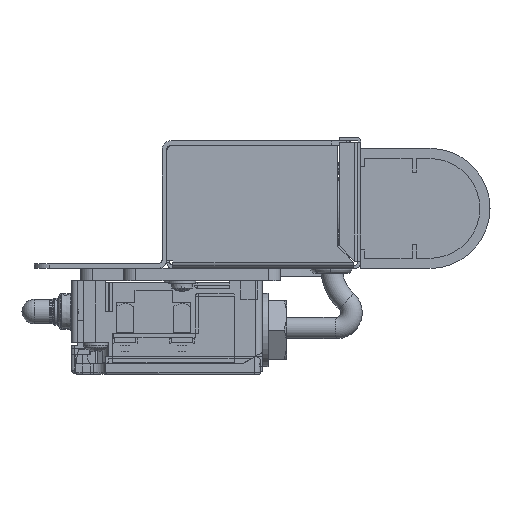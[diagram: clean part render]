
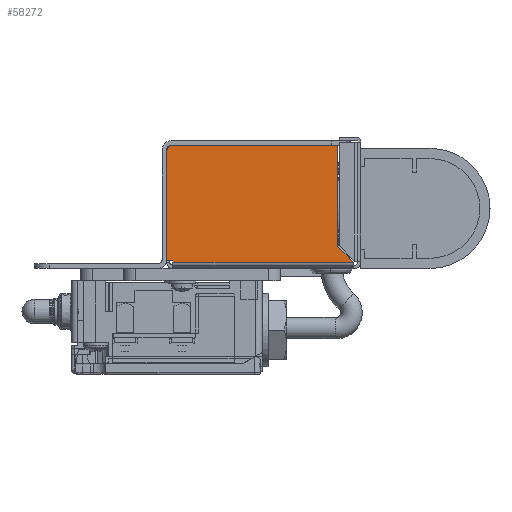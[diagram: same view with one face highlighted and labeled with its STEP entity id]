
A CAD part, left-side view. The second image highlights one B-rep face of the part: STEP entity #58272.
In plain terms, the highlighted planar face has unit normal (-1, 0, 0).
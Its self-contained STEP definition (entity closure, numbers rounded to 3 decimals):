
#3368=LINE('',#83773,#9047);
#3371=LINE('',#83779,#9050);
#3372=LINE('',#83781,#9051);
#3373=LINE('',#83783,#9052);
#3374=LINE('',#83785,#9053);
#3375=LINE('',#83787,#9054);
#3376=LINE('',#83788,#9055);
#9047=VECTOR('',#67141,53.5);
#9050=VECTOR('',#67146,35.5);
#9051=VECTOR('',#67147,2.);
#9052=VECTOR('',#67148,0.5);
#9053=VECTOR('',#67149,58.646);
#9054=VECTOR('',#67150,7.278);
#9055=VECTOR('',#67151,32.854);
#14686=PLANE('',#61534);
#17989=FACE_OUTER_BOUND('',#21203,.T.);
#21203=EDGE_LOOP('',(#41211,#41212,#41213,#41214,#41215,#41216,#41217,#41218));
#24882=CIRCLE('',#61532,2.);
#27040=VERTEX_POINT('',#83766);
#27041=VERTEX_POINT('',#83768);
#27042=VERTEX_POINT('',#83772);
#27044=VERTEX_POINT('',#83778);
#27045=VERTEX_POINT('',#83780);
#27046=VERTEX_POINT('',#83782);
#27047=VERTEX_POINT('',#83784);
#27048=VERTEX_POINT('',#83786);
#32631=EDGE_CURVE('',#27040,#27041,#24882,.T.);
#32633=EDGE_CURVE('',#27042,#27041,#3368,.T.);
#32636=EDGE_CURVE('',#27044,#27040,#3371,.T.);
#32637=EDGE_CURVE('',#27044,#27045,#3372,.T.);
#32638=EDGE_CURVE('',#27045,#27046,#3373,.T.);
#32639=EDGE_CURVE('',#27046,#27047,#3374,.T.);
#32640=EDGE_CURVE('',#27047,#27048,#3375,.T.);
#32641=EDGE_CURVE('',#27048,#27042,#3376,.T.);
#41211=ORIENTED_EDGE('',*,*,#32631,.F.);
#41212=ORIENTED_EDGE('',*,*,#32636,.F.);
#41213=ORIENTED_EDGE('',*,*,#32637,.T.);
#41214=ORIENTED_EDGE('',*,*,#32638,.T.);
#41215=ORIENTED_EDGE('',*,*,#32639,.T.);
#41216=ORIENTED_EDGE('',*,*,#32640,.T.);
#41217=ORIENTED_EDGE('',*,*,#32641,.T.);
#41218=ORIENTED_EDGE('',*,*,#32633,.T.);
#58272=ADVANCED_FACE('',(#17989),#14686,.T.);
#61532=AXIS2_PLACEMENT_3D('',#83769,#67136,#67137);
#61534=AXIS2_PLACEMENT_3D('',#83777,#67144,#67145);
#67136=DIRECTION('center_axis',(1.,0.,0.));
#67137=DIRECTION('ref_axis',(0.,0.707,0.707));
#67141=DIRECTION('',(0.,1.,0.));
#67144=DIRECTION('center_axis',(-1.,0.,0.));
#67145=DIRECTION('ref_axis',(0.,0.,1.));
#67146=DIRECTION('',(0.,0.,1.));
#67147=DIRECTION('',(0.,-1.,0.));
#67148=DIRECTION('',(0.,0.,-1.));
#67149=DIRECTION('',(0.,-1.,0.));
#67150=DIRECTION('',(0.,0.707,0.707));
#67151=DIRECTION('',(0.,0.,1.));
#83766=CARTESIAN_POINT('',(-350.,31.5,38.));
#83768=CARTESIAN_POINT('',(-350.,29.5,40.));
#83769=CARTESIAN_POINT('Origin',(-350.,29.5,38.));
#83772=CARTESIAN_POINT('',(-350.,-24.,40.));
#83773=CARTESIAN_POINT('',(-350.,30.5,40.));
#83777=CARTESIAN_POINT('Origin',(-350.,-31.5,0.));
#83778=CARTESIAN_POINT('',(-350.,31.5,2.5));
#83779=CARTESIAN_POINT('',(-350.,31.5,40.));
#83780=CARTESIAN_POINT('',(-350.,29.5,2.5));
#83781=CARTESIAN_POINT('',(-350.,-1.,2.5));
#83782=CARTESIAN_POINT('',(-350.,29.5,2.));
#83783=CARTESIAN_POINT('',(-350.,29.5,0.5));
#83784=CARTESIAN_POINT('',(-350.,-29.146,2.));
#83785=CARTESIAN_POINT('',(-350.,-15.75,2.));
#83786=CARTESIAN_POINT('',(-350.,-24.,7.146));
#83787=CARTESIAN_POINT('',(-350.,-31.235,-0.088));
#83788=CARTESIAN_POINT('',(-350.,-24.,3.573));
